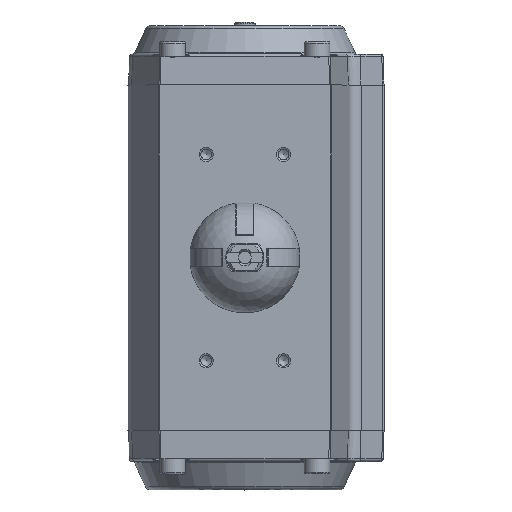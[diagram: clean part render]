
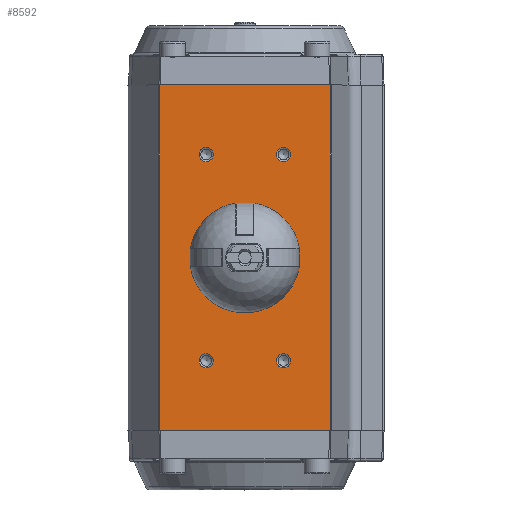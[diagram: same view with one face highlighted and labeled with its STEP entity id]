
A CAD part, top view. The second image highlights one B-rep face of the part: STEP entity #8592.
In plain terms, the highlighted planar face has unit normal (0, 0, 1).
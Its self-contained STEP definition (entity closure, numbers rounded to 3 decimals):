
#719=LINE('',#14161,#1359);
#735=LINE('',#14238,#1375);
#744=LINE('',#14407,#1384);
#745=LINE('',#14419,#1385);
#1359=VECTOR('',#11248,1000.);
#1375=VECTOR('',#11314,1000.);
#1384=VECTOR('',#11349,1000.);
#1385=VECTOR('',#11362,1000.);
#2387=ORIENTED_EDGE('',*,*,#4521,.T.);
#2388=ORIENTED_EDGE('',*,*,#4522,.T.);
#2389=ORIENTED_EDGE('',*,*,#4523,.T.);
#2390=ORIENTED_EDGE('',*,*,#4524,.T.);
#2391=ORIENTED_EDGE('',*,*,#4525,.T.);
#2392=ORIENTED_EDGE('',*,*,#4465,.F.);
#2393=ORIENTED_EDGE('',*,*,#4520,.F.);
#2394=ORIENTED_EDGE('',*,*,#4504,.T.);
#2395=ORIENTED_EDGE('',*,*,#4526,.T.);
#4465=EDGE_CURVE('',#5743,#5744,#719,.T.);
#4504=EDGE_CURVE('',#5766,#5779,#735,.T.);
#4520=EDGE_CURVE('',#5766,#5743,#744,.T.);
#4521=EDGE_CURVE('',#5790,#5790,#6646,.T.);
#4522=EDGE_CURVE('',#5791,#5791,#6647,.T.);
#4523=EDGE_CURVE('',#5792,#5792,#6648,.T.);
#4524=EDGE_CURVE('',#5793,#5793,#6649,.T.);
#4525=EDGE_CURVE('',#5794,#5794,#6650,.T.);
#4526=EDGE_CURVE('',#5779,#5744,#745,.T.);
#5743=VERTEX_POINT('',#14160);
#5744=VERTEX_POINT('',#14162);
#5766=VERTEX_POINT('',#14210);
#5779=VERTEX_POINT('',#14237);
#5790=VERTEX_POINT('',#14410);
#5791=VERTEX_POINT('',#14412);
#5792=VERTEX_POINT('',#14414);
#5793=VERTEX_POINT('',#14416);
#5794=VERTEX_POINT('',#14418);
#6646=CIRCLE('',#9821,9.15);
#6647=CIRCLE('',#9822,2.75);
#6648=CIRCLE('',#9823,2.75);
#6649=CIRCLE('',#9824,2.75);
#6650=CIRCLE('',#9825,2.75);
#7066=EDGE_LOOP('',(#2387));
#7067=EDGE_LOOP('',(#2388));
#7068=EDGE_LOOP('',(#2389));
#7069=EDGE_LOOP('',(#2390));
#7070=EDGE_LOOP('',(#2391));
#7071=EDGE_LOOP('',(#2392,#2393,#2394,#2395));
#7728=FACE_BOUND('',#7066,.T.);
#7729=FACE_BOUND('',#7067,.T.);
#7730=FACE_BOUND('',#7068,.T.);
#7731=FACE_BOUND('',#7069,.T.);
#7732=FACE_BOUND('',#7070,.T.);
#7733=FACE_BOUND('',#7071,.T.);
#8326=PLANE('',#9820);
#8592=ADVANCED_FACE('',(#7728,#7729,#7730,#7731,#7732,#7733),#8326,.T.);
#9820=AXIS2_PLACEMENT_3D('',#14408,#11350,#11351);
#9821=AXIS2_PLACEMENT_3D('',#14409,#11352,#11353);
#9822=AXIS2_PLACEMENT_3D('',#14411,#11354,#11355);
#9823=AXIS2_PLACEMENT_3D('',#14413,#11356,#11357);
#9824=AXIS2_PLACEMENT_3D('',#14415,#11358,#11359);
#9825=AXIS2_PLACEMENT_3D('',#14417,#11360,#11361);
#11248=DIRECTION('',(1.,0.,0.));
#11314=DIRECTION('',(1.,0.,0.));
#11349=DIRECTION('',(0.,1.,0.));
#11350=DIRECTION('',(0.,0.,1.));
#11351=DIRECTION('',(1.,0.,0.));
#11352=DIRECTION('',(0.,0.,-1.));
#11353=DIRECTION('',(1.,0.,0.));
#11354=DIRECTION('',(0.,0.,-1.));
#11355=DIRECTION('',(0.,1.,0.));
#11356=DIRECTION('',(0.,0.,-1.));
#11357=DIRECTION('',(0.,1.,0.));
#11358=DIRECTION('',(0.,0.,-1.));
#11359=DIRECTION('',(0.,1.,0.));
#11360=DIRECTION('',(0.,0.,-1.));
#11361=DIRECTION('',(0.,1.,0.));
#11362=DIRECTION('',(0.,1.,0.));
#14160=CARTESIAN_POINT('',(-33.109,67.,54.));
#14161=CARTESIAN_POINT('',(-33.109,67.,54.));
#14162=CARTESIAN_POINT('',(33.109,67.,54.));
#14210=CARTESIAN_POINT('',(-33.109,-67.,54.));
#14237=CARTESIAN_POINT('',(33.109,-67.,54.));
#14238=CARTESIAN_POINT('',(-33.109,-67.,54.));
#14407=CARTESIAN_POINT('',(-33.109,-67.,54.));
#14408=CARTESIAN_POINT('',(-33.109,-67.,54.));
#14409=CARTESIAN_POINT('',(0.,0.,54.));
#14410=CARTESIAN_POINT('',(9.15,0.,54.));
#14411=CARTESIAN_POINT('',(15.,40.,54.));
#14412=CARTESIAN_POINT('',(15.,42.75,54.));
#14413=CARTESIAN_POINT('',(-15.,40.,54.));
#14414=CARTESIAN_POINT('',(-15.,42.75,54.));
#14415=CARTESIAN_POINT('',(15.,-40.,54.));
#14416=CARTESIAN_POINT('',(15.,-37.25,54.));
#14417=CARTESIAN_POINT('',(-15.,-40.,54.));
#14418=CARTESIAN_POINT('',(-15.,-37.25,54.));
#14419=CARTESIAN_POINT('',(33.109,-67.,54.));
